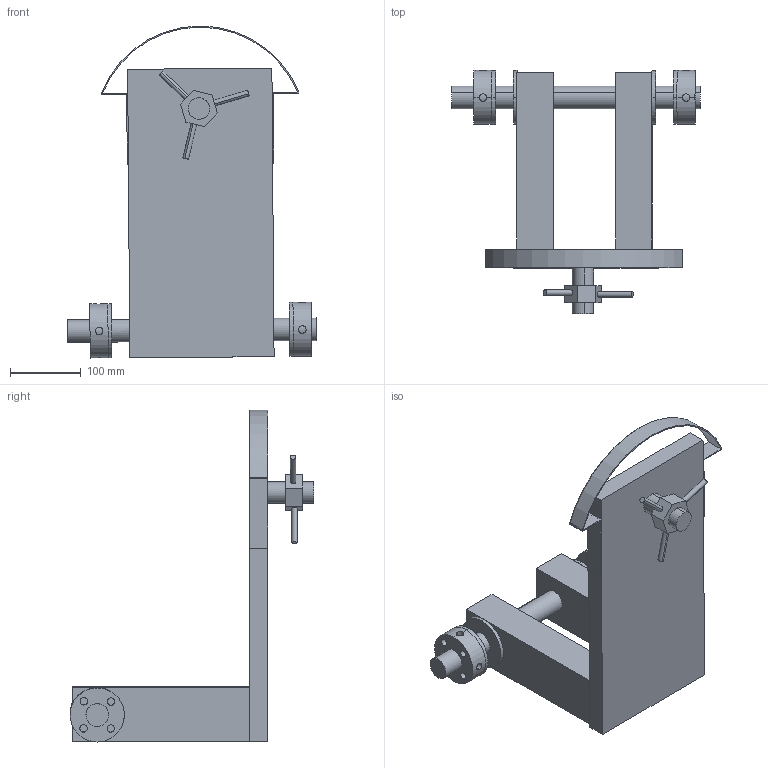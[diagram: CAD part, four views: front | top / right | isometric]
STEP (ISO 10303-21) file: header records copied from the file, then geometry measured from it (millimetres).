
FILE_DESCRIPTION (( 'STEP AP203' ), '1' );
FILE_NAME ('SwivelAssembly.STEP', '2012-07-04T23:59:44', ( '' ), ( '' ), 'SwSTEP 2.0', 'SolidWorks 2010', '' );
FILE_SCHEMA (( 'CONFIG_CONTROL_DESIGN' ));
Length unit declared in the file: millimetre
Products named in the file (11): SwivelAssembly; SwivelPlate; ShaftBlock; SupportShaft; Pin; ShortThreadedRod; LargeNut; DriveCollar; LargeThrustWasher; LongScrew; MeasureFlat
Assembly tree (17 placements, depth 2):
  SwivelAssembly
    SwivelPlate
    DriveCollar  x2
    ShortThreadedRod
    Pin  x3
    LargeNut
    MeasureFlat
    ShaftBlock  x2
    LargeThrustWasher  x4
    LongScrew
    SupportShaft
Bounding box: 350.23 x 343.1 x 467.67 mm (x, y, z)
Volume: 4552461.5 mm3; surface area: 524941.7 mm2
Topology: 17 solids, 17 shells, 157 faces, 378 edges, 252 vertices
Faces by surface type: cylinder 88, plane 69
Entity records: 4801 total; most frequent: CARTESIAN_POINT 1113, DIRECTION 510, ORIENTED_EDGE 456, EDGE_CURVE 228, AXIS2_PLACEMENT_3D 191, VERTEX_POINT 152, VECTOR 128, LINE 128
